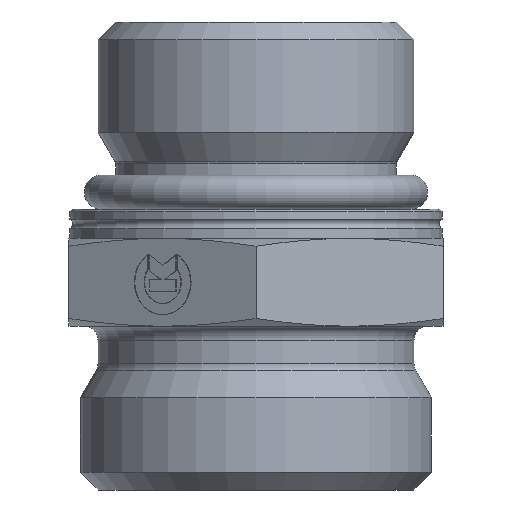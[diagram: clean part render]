
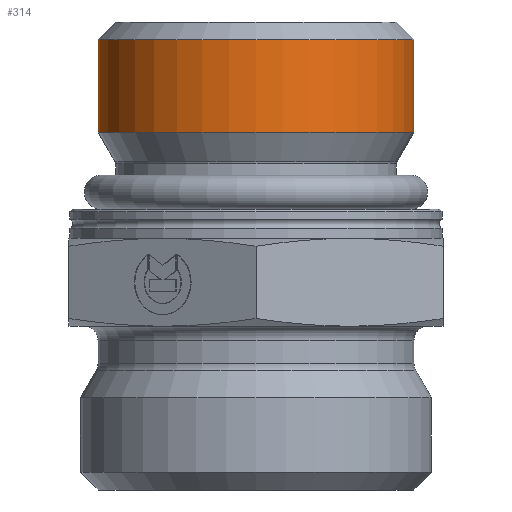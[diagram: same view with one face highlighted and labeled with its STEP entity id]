
A CAD part, front view. The second image highlights one B-rep face of the part: STEP entity #314.
In plain terms, the highlighted cylindrical face has radius 13.5 mm (diameter 27 mm), a full revolution.
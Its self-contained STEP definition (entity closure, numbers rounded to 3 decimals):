
#268=CARTESIAN_POINT('',(13.5,0.,30.598));
#269=VERTEX_POINT('',#268);
#270=CARTESIAN_POINT('',(0.0,0.0,30.598));
#271=DIRECTION('',(0.0,0.0,-1.0));
#272=DIRECTION('',(-1.0,0.0,0.0));
#273=AXIS2_PLACEMENT_3D('',#270,#271,#272);
#274=CIRCLE('',#273,13.5);
#275=EDGE_CURVE('',#269,#269,#274,.T.);
#295=CARTESIAN_POINT('',(0.0,0.0,40.0));
#296=DIRECTION('',(0.0,0.0,-1.0));
#297=DIRECTION('',(-1.0,0.0,0.0));
#298=AXIS2_PLACEMENT_3D('',#295,#296,#297);
#299=CYLINDRICAL_SURFACE('',#298,13.5);
#300=CARTESIAN_POINT('',(13.5,0.,38.5));
#301=VERTEX_POINT('',#300);
#302=CARTESIAN_POINT('',(0.0,0.0,38.5));
#303=DIRECTION('',(0.0,0.0,1.0));
#304=DIRECTION('',(-1.0,0.0,0.0));
#305=AXIS2_PLACEMENT_3D('',#302,#303,#304);
#306=CIRCLE('',#305,13.5);
#307=EDGE_CURVE('',#301,#301,#306,.T.);
#308=ORIENTED_EDGE('',*,*,#307,.F.);
#309=EDGE_LOOP('',(#308));
#310=FACE_OUTER_BOUND('',#309,.T.);
#311=ORIENTED_EDGE('',*,*,#275,.F.);
#312=EDGE_LOOP('',(#311));
#313=FACE_BOUND('',#312,.T.);
#314=ADVANCED_FACE('',(#310,#313),#299,.T.);
